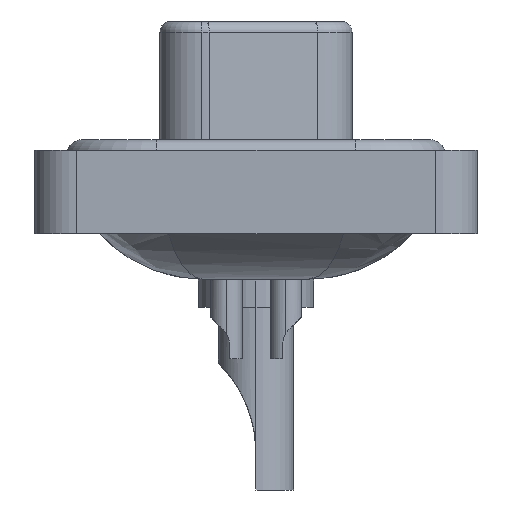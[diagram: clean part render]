
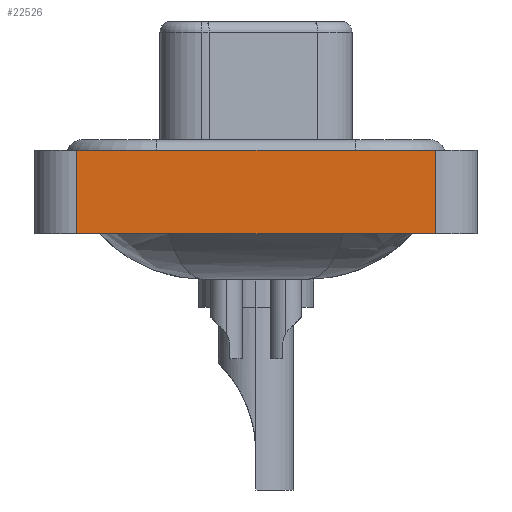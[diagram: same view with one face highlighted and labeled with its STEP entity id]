
A CAD part, left-side view. The second image highlights one B-rep face of the part: STEP entity #22526.
In plain terms, the highlighted planar face has unit normal (-1, 0, 0).
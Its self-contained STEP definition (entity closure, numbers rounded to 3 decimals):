
#640 = DIRECTION ( 'NONE',  ( 0., 0., 1. ) ) ;
#651 = VECTOR ( 'NONE', #3920, 1000. ) ;
#761 = VERTEX_POINT ( 'NONE', #22527 ) ;
#2733 = ORIENTED_EDGE ( 'NONE', *, *, #18282, .F. ) ;
#3920 = DIRECTION ( 'NONE',  ( 0., 0., 1. ) ) ;
#5109 = EDGE_CURVE ( 'NONE', #12240, #12848, #11245, .T. ) ;
#5294 = ORIENTED_EDGE ( 'NONE', *, *, #21275, .T. ) ;
#5528 = ORIENTED_EDGE ( 'NONE', *, *, #5109, .F. ) ;
#5540 = CARTESIAN_POINT ( 'NONE',  ( -7.35, 8.55, -3.6 ) ) ;
#8341 = VERTEX_POINT ( 'NONE', #12188 ) ;
#8680 = VECTOR ( 'NONE', #22367, 1000. ) ;
#10137 = EDGE_LOOP ( 'NONE', ( #23869, #2733, #5528, #5294 ) ) ;
#11137 = CARTESIAN_POINT ( 'NONE',  ( -7.35, -8.55, 0.4 ) ) ;
#11245 = LINE ( 'NONE', #5540, #12170 ) ;
#12170 = VECTOR ( 'NONE', #22591, 1000. ) ;
#12188 = CARTESIAN_POINT ( 'NONE',  ( -7.35, -8.55, -3.6 ) ) ;
#12240 = VERTEX_POINT ( 'NONE', #17749 ) ;
#12848 = VERTEX_POINT ( 'NONE', #14623 ) ;
#14623 = CARTESIAN_POINT ( 'NONE',  ( -7.35, 8.55, 0.4 ) ) ;
#14806 = CARTESIAN_POINT ( 'NONE',  ( -7.35, -8.55, -3.6 ) ) ;
#16674 = LINE ( 'NONE', #11137, #8680 ) ;
#16924 = AXIS2_PLACEMENT_3D ( 'NONE', #20955, #17601, #640 ) ;
#17393 = CARTESIAN_POINT ( 'NONE',  ( -7.35, -8.55, -3.6 ) ) ;
#17601 = DIRECTION ( 'NONE',  ( -1., 0., 0. ) ) ;
#17749 = CARTESIAN_POINT ( 'NONE',  ( -7.35, 8.55, -3.6 ) ) ;
#18282 = EDGE_CURVE ( 'NONE', #12848, #761, #16674, .T. ) ;
#19426 = EDGE_CURVE ( 'NONE', #8341, #761, #20970, .T. ) ;
#19577 = FACE_OUTER_BOUND ( 'NONE', #10137, .T. ) ;
#20350 = LINE ( 'NONE', #14806, #21582 ) ;
#20955 = CARTESIAN_POINT ( 'NONE',  ( -7.35, -8.55, -3.6 ) ) ;
#20970 = LINE ( 'NONE', #17393, #651 ) ;
#21275 = EDGE_CURVE ( 'NONE', #12240, #8341, #20350, .T. ) ;
#21582 = VECTOR ( 'NONE', #22343, 1000. ) ;
#22343 = DIRECTION ( 'NONE',  ( 0., -1., 0. ) ) ;
#22367 = DIRECTION ( 'NONE',  ( 0., -1., 0. ) ) ;
#22526 = ADVANCED_FACE ( 'NONE', ( #19577 ), #22824, .T. ) ;
#22527 = CARTESIAN_POINT ( 'NONE',  ( -7.35, -8.55, 0.4 ) ) ;
#22591 = DIRECTION ( 'NONE',  ( 0., 0., 1. ) ) ;
#22824 = PLANE ( 'NONE',  #16924 ) ;
#23869 = ORIENTED_EDGE ( 'NONE', *, *, #19426, .T. ) ;
